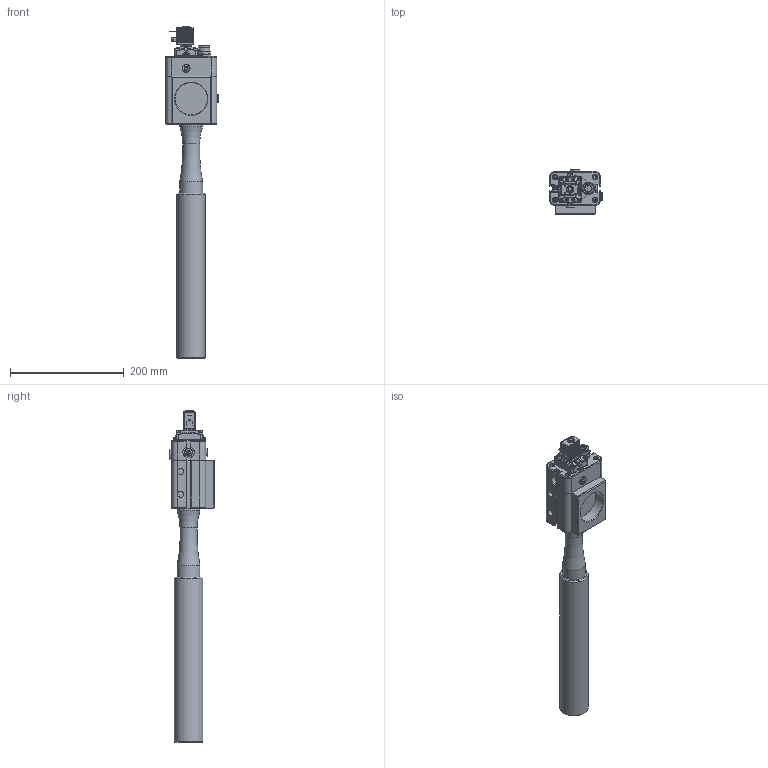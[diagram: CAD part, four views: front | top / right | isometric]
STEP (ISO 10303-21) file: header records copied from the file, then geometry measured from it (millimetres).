
FILE_DESCRIPTION(/* description */ (''),/* implementation_level */ '2;1');
FILE_NAME(/* name */ 'evkz40as.stp',/* time_stamp */ '2022-07-15T08:54:17+02:00',/* author */ ('enginyeria'),/* organization */ (''),/* preprocessor_version */ 'ST-DEVELOPER v17.2',/* originating_system */ 'Autodesk Inventor 2019',/* authorisation */ '');
FILE_SCHEMA (('AUTOMOTIVE_DESIGN { 1 0 10303 214 3 1 1 }'));
Length unit declared in the file: millimetre
Products named in the file (1): Pieza11
Bounding box: 93 x 79 x 583.96 mm (x, y, z)
Volume: 1121655.9 mm3; surface area: 188412.3 mm2
Topology: 4 solids, 30 shells, 2281 faces, 6245 edges, 4069 vertices
Faces by surface type: plane 1181, cylinder 767, cone 185, torus 74, bspline 66, sphere 8
Full cylindrical faces by diameter (mm): 1.1 x1, 1.3 x2, 1.4 x1, 1.65 x3, 1.8 x3, 2 x4, 2.4 x3, 2.5 x4, 2.7 x1, 2.75 x1, 3 x7, 3.2 x1, 3.9 x4, 4 x4, 4.134 x4, 4.3 x4, 4.9 x4, 5 x5, 5.5 x12, 6.2 x1, 7 x6, 7.1 x2, 7.4 x1, 8 x3, 8.05 x2, 8.1 x1, 8.5 x4, 8.566 x2, 9 x4, 9.43 x4
Entity records: 79015 total; most frequent: CARTESIAN_POINT 20672, ORIENTED_EDGE 12442, DIRECTION 12216, EDGE_CURVE 6221, AXIS2_PLACEMENT_3D 4384, VERTEX_POINT 4075, LINE 3448, VECTOR 3448
